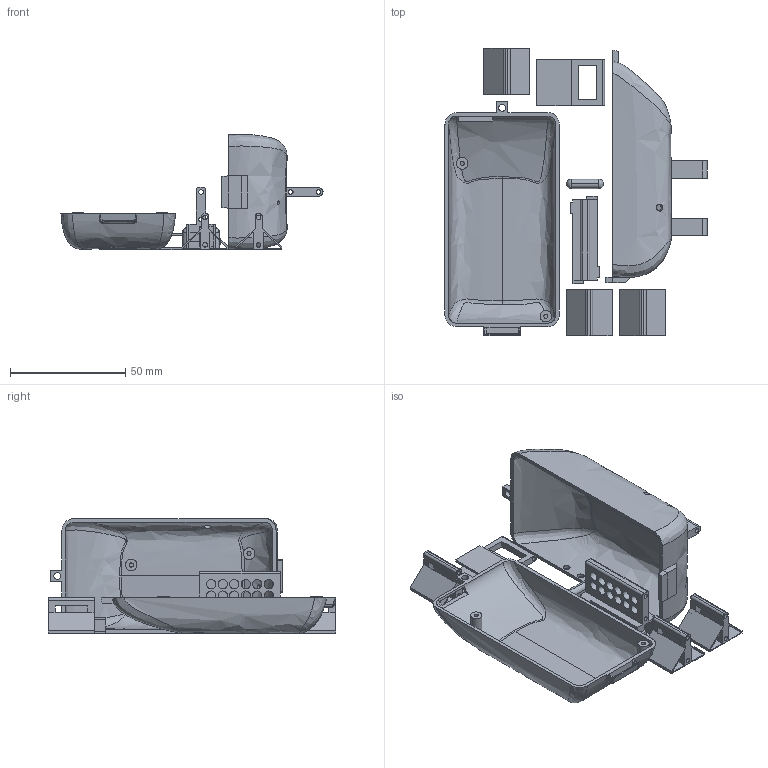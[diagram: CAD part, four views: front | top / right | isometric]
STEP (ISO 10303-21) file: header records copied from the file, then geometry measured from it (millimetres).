
FILE_DESCRIPTION(/* description */ (''),/* implementation_level */ '2;1');
FILE_NAME(/* name */ 'partsForGlider v4.step',/* time_stamp */ '2024-02-23T08:01:04-04:00',/* author */ (''),/* organization */ (''),/* preprocessor_version */ 'ST-DEVELOPER v20',/* originating_system */ 'Autodesk Translation Framework v12.14.0.127',/* authorisation */ '');
FILE_SCHEMA (('AUTOMOTIVE_DESIGN { 1 0 10303 214 3 1 1 }'));
Length unit declared in the file: millimetre
Products named in the file (4): partsForGlider; glider v33; Enclosure top (1); Enclosure bottom (1)
Assembly tree (3 placements, depth 3):
  partsForGlider
    glider v33
      Enclosure top (1)
      Enclosure bottom (1)
Bounding box: 113.84 x 125 x 49.99 mm (x, y, z)
Volume: 32369.1 mm3; surface area: 49425.7 mm2
Topology: 8 solids, 8 shells, 301 faces, 836 edges, 544 vertices
Faces by surface type: plane 189, cylinder 64, bspline 46, sphere 2
Full cylindrical faces by diameter (mm): 1.5 x1, 1.6 x2, 1.8 x4, 2 x16, 3 x6, 4 x12, 5 x2
Entity records: 17619 total; most frequent: CARTESIAN_POINT 10034, ORIENTED_EDGE 1660, DIRECTION 1287, EDGE_CURVE 830, VERTEX_POINT 544, LINE 537, VECTOR 537, EDGE_LOOP 400
